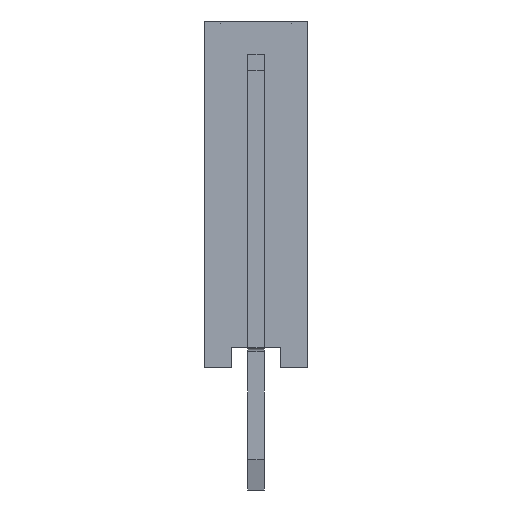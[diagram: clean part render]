
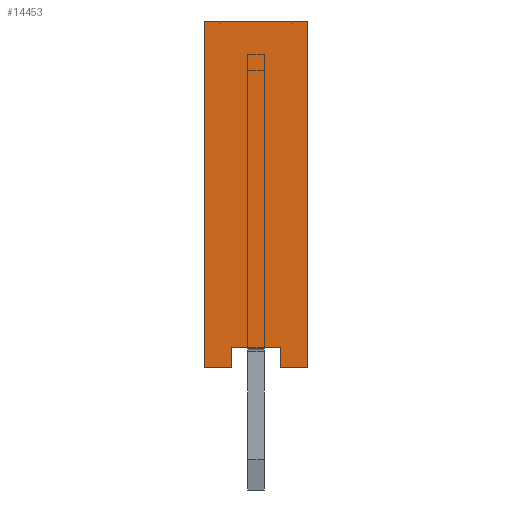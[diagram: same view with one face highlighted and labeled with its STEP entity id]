
A CAD part, left-side view. The second image highlights one B-rep face of the part: STEP entity #14453.
In plain terms, the highlighted planar face has unit normal (-1, 0, 0).
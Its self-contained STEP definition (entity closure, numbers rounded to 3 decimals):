
#14453=ADVANCED_FACE('',(#30863),#30865,.T.);
#30863=FACE_BOUND('',#30864,.T.);
#30864=EDGE_LOOP('',(#44305,#44306,#44307,#44308,#44309,#44310,#44311,#44312));
#30865=PLANE('',#30866);
#30866=AXIS2_PLACEMENT_3D('',#30867,#30868,#30869);
#30867=CARTESIAN_POINT('',(-1.27,1.27,0.));
#30868=DIRECTION('',(-1.,0.,0.));
#30869=DIRECTION('',(0.,-1.,0.));
#44305=ORIENTED_EDGE('',*,*,#52215,.T.);
#44306=ORIENTED_EDGE('',*,*,#52216,.T.);
#44307=ORIENTED_EDGE('',*,*,#52217,.T.);
#44308=ORIENTED_EDGE('',*,*,#52218,.F.);
#44309=ORIENTED_EDGE('',*,*,#52219,.F.);
#44310=ORIENTED_EDGE('',*,*,#52220,.T.);
#44311=ORIENTED_EDGE('',*,*,#52221,.T.);
#44312=ORIENTED_EDGE('',*,*,#49629,.T.);
#49629=EDGE_CURVE('',#57913,#57914,#57915,.T.);
#52215=EDGE_CURVE('',#57914,#61759,#61760,.F.);
#52216=EDGE_CURVE('',#61759,#61761,#61762,.T.);
#52217=EDGE_CURVE('',#61761,#61763,#61764,.T.);
#52218=EDGE_CURVE('',#61765,#61763,#61766,.T.);
#52219=EDGE_CURVE('',#61767,#61765,#61768,.T.);
#52220=EDGE_CURVE('',#61767,#61769,#61770,.T.);
#52221=EDGE_CURVE('',#61769,#57913,#61771,.F.);
#57913=VERTEX_POINT('',#73481);
#57914=VERTEX_POINT('',#73482);
#57915=LINE('',#73483,#73484);
#61759=VERTEX_POINT('',#82889);
#61760=LINE('',#82890,#82891);
#61761=VERTEX_POINT('',#82893);
#61762=LINE('',#82894,#82895);
#61763=VERTEX_POINT('',#82897);
#61764=LINE('',#82898,#82899);
#61765=VERTEX_POINT('',#82901);
#61766=LINE('',#82902,#82903);
#61767=VERTEX_POINT('',#82905);
#61768=LINE('',#82906,#82907);
#61769=VERTEX_POINT('',#82909);
#61770=LINE('',#82910,#82911);
#61771=LINE('',#82913,#82914);
#73481=CARTESIAN_POINT('',(-1.27,0.6,0.5));
#73482=CARTESIAN_POINT('',(-1.27,-0.6,0.5));
#73483=CARTESIAN_POINT('',(-1.27,0.6,0.5));
#73484=VECTOR('',#73485,1.);
#73485=DIRECTION('',(0.,-1.,0.));
#82889=CARTESIAN_POINT('',(-1.27,-0.6,0.));
#82890=CARTESIAN_POINT('',(-1.27,-0.6,0.));
#82891=VECTOR('',#82892,1.);
#82892=DIRECTION('',(0.,0.,1.));
#82893=CARTESIAN_POINT('',(-1.27,-1.27,0.));
#82894=CARTESIAN_POINT('',(-1.27,-0.6,0.));
#82895=VECTOR('',#82896,1.);
#82896=DIRECTION('',(0.,-1.,0.));
#82897=CARTESIAN_POINT('',(-1.27,-1.27,8.5));
#82898=CARTESIAN_POINT('',(-1.27,-1.27,0.));
#82899=VECTOR('',#82900,1.);
#82900=DIRECTION('',(0.,0.,1.));
#82901=CARTESIAN_POINT('',(-1.27,1.27,8.5));
#82902=CARTESIAN_POINT('',(-1.27,1.27,8.5));
#82903=VECTOR('',#82904,1.);
#82904=DIRECTION('',(0.,-1.,0.));
#82905=CARTESIAN_POINT('',(-1.27,1.27,0.));
#82906=CARTESIAN_POINT('',(-1.27,1.27,0.));
#82907=VECTOR('',#82908,1.);
#82908=DIRECTION('',(0.,0.,1.));
#82909=CARTESIAN_POINT('',(-1.27,0.6,0.));
#82910=CARTESIAN_POINT('',(-1.27,1.27,0.));
#82911=VECTOR('',#82912,1.);
#82912=DIRECTION('',(0.,-1.,0.));
#82913=CARTESIAN_POINT('',(-1.27,0.6,0.5));
#82914=VECTOR('',#82915,1.);
#82915=DIRECTION('',(0.,0.,-1.));
